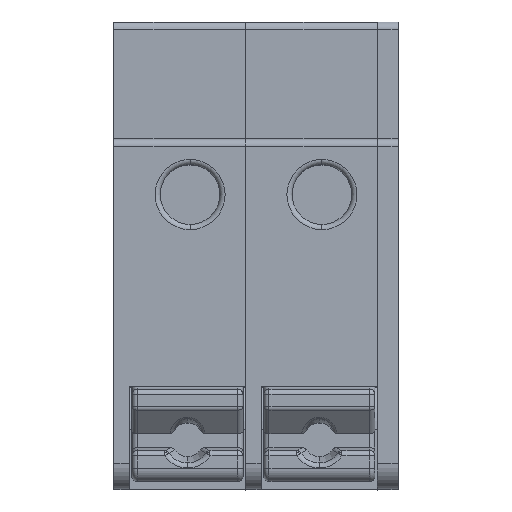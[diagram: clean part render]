
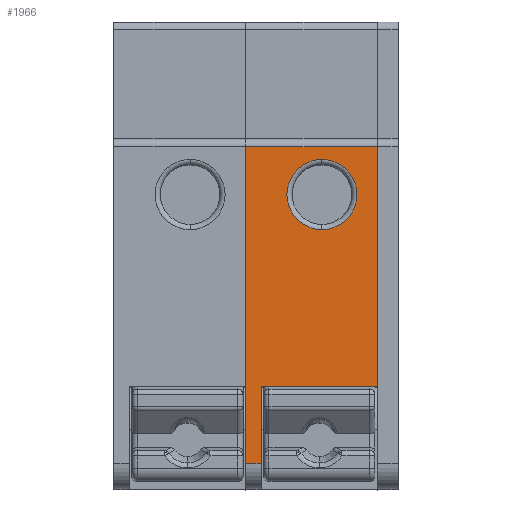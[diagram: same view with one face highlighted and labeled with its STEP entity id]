
A CAD part, top view. The second image highlights one B-rep face of the part: STEP entity #1966.
In plain terms, the highlighted planar face has unit normal (0, 0, 1).
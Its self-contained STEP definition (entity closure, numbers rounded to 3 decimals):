
#1966=ADVANCED_FACE('',(#5393,#5394),#5395,.F.);
#5393=FACE_OUTER_BOUND('',#11394,.T.);
#5394=FACE_BOUND('',#11395,.T.);
#5395=PLANE('',#11396);
#11394=EDGE_LOOP('',(#18132,#18133,#18134,#18135,#18136,#18137));
#11395=EDGE_LOOP('',(#18138,#18139));
#11396=AXIS2_PLACEMENT_3D('',#18140,#18141,#18142);
#18132=ORIENTED_EDGE('',*,*,#32993,.F.);
#18133=ORIENTED_EDGE('',*,*,#32994,.T.);
#18134=ORIENTED_EDGE('',*,*,#32995,.T.);
#18135=ORIENTED_EDGE('',*,*,#32996,.F.);
#18136=ORIENTED_EDGE('',*,*,#32916,.F.);
#18137=ORIENTED_EDGE('',*,*,#32997,.F.);
#18138=ORIENTED_EDGE('',*,*,#32969,.F.);
#18139=ORIENTED_EDGE('',*,*,#32998,.F.);
#18140=CARTESIAN_POINT('',(12.06,13.25,19.));
#18141=DIRECTION('',(0.,0.,-1.0));
#18142=DIRECTION('',(0.,1.0,0.));
#32916=EDGE_CURVE('',#39066,#39068,#39069,.T.);
#32969=EDGE_CURVE('',#39160,#39161,#39162,.T.);
#32993=EDGE_CURVE('',#39203,#39204,#39205,.T.);
#32994=EDGE_CURVE('',#39203,#39206,#39207,.T.);
#32995=EDGE_CURVE('',#39206,#39208,#39209,.T.);
#32996=EDGE_CURVE('',#39068,#39208,#39210,.T.);
#32997=EDGE_CURVE('',#39204,#39066,#39211,.T.);
#32998=EDGE_CURVE('',#39161,#39160,#39212,.T.);
#39066=VERTEX_POINT('',#49375);
#39068=VERTEX_POINT('',#49377);
#39069=LINE('',#49378,#49379);
#39160=VERTEX_POINT('',#49659);
#39161=VERTEX_POINT('',#49660);
#39162=CIRCLE('',#49661,1.35);
#39203=VERTEX_POINT('',#49711);
#39204=VERTEX_POINT('',#49712);
#39205=LINE('',#49713,#49714);
#39206=VERTEX_POINT('',#49715);
#39207=LINE('',#49716,#49717);
#39208=VERTEX_POINT('',#49718);
#39209=LINE('',#49719,#49720);
#39210=LINE('',#49721,#49722);
#39211=LINE('',#49723,#49724);
#39212=CIRCLE('',#49725,1.35);
#49375=CARTESIAN_POINT('',(5.08,11.7,19.));
#49377=CARTESIAN_POINT('',(10.16,11.7,19.));
#49378=CARTESIAN_POINT('',(10.23,11.7,19.));
#49379=VECTOR('',#64450,1.0);
#49659=CARTESIAN_POINT('',(8.02,8.5,19.));
#49660=CARTESIAN_POINT('',(8.02,11.2,19.));
#49661=AXIS2_PLACEMENT_3D('',#64535,#64536,#64537);
#49711=CARTESIAN_POINT('',(5.68,-0.5,19.));
#49712=CARTESIAN_POINT('',(5.08,-0.5,19.));
#49713=CARTESIAN_POINT('',(10.23,-0.5,19.));
#49714=VECTOR('',#64574,1.0);
#49715=CARTESIAN_POINT('',(5.68,2.45,19.));
#49716=CARTESIAN_POINT('',(5.68,30.517,19.));
#49717=VECTOR('',#64575,1.0);
#49718=CARTESIAN_POINT('',(10.16,2.45,19.));
#49719=CARTESIAN_POINT('',(10.23,2.45,19.));
#49720=VECTOR('',#64576,1.0);
#49721=CARTESIAN_POINT('',(10.16,30.517,19.));
#49722=VECTOR('',#64577,1.0);
#49723=CARTESIAN_POINT('',(5.08,30.517,19.));
#49724=VECTOR('',#64578,1.0);
#49725=AXIS2_PLACEMENT_3D('',#64579,#64580,#64581);
#64450=DIRECTION('',(1.0,0.,0.));
#64535=CARTESIAN_POINT('',(8.02,9.85,19.));
#64536=DIRECTION('',(0.,0.,1.0));
#64537=DIRECTION('',(0.,-1.0,0.));
#64574=DIRECTION('',(-1.0,0.,0.));
#64575=DIRECTION('',(0.,1.0,0.));
#64576=DIRECTION('',(1.0,0.,0.));
#64577=DIRECTION('',(0.,-1.0,0.));
#64578=DIRECTION('',(0.,1.0,0.));
#64579=CARTESIAN_POINT('',(8.02,9.85,19.));
#64580=DIRECTION('',(0.,0.,1.0));
#64581=DIRECTION('',(0.,-1.0,0.));
